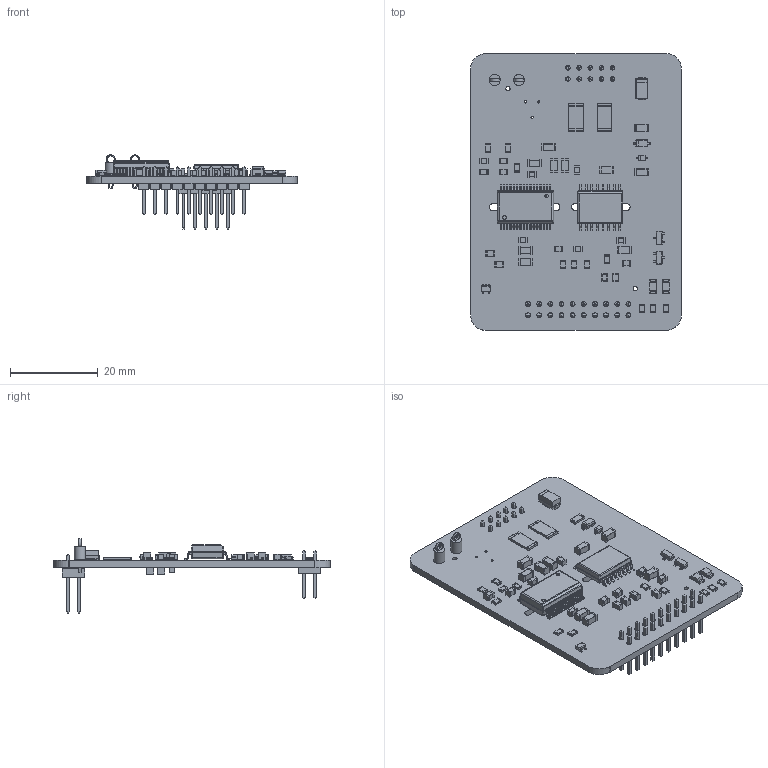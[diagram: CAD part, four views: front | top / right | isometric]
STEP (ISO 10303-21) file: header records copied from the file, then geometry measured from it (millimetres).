
FILE_DESCRIPTION(('KiCad electronic assembly'),'2;1');
FILE_NAME('IGBT_Gate_Driver_Ti-UCC21750DWR.step','2025-01-07T11:05:49',( 'Pcbnew'),('Kicad'),'Open CASCADE STEP processor 7.8', 'KiCad to STEP converter','Unknown');
FILE_SCHEMA(('AUTOMOTIVE_DESIGN { 1 0 10303 214 1 1 1 1 }'));
Length unit declared in the file: millimetre
Products named in the file (34): IGBT_Gate_Driver_Ti-UCC21750DWR 1; SOT-23; SOT_23; R_0805_2012Metric; UCC14341QDWNQ1 DWN0036A; DWN0036A_ASM; C_1206_3216Metric; LED_1206_3216Metric; C_0805_2012Metric; R_2512_6332Metric; UCC21750DW DW0016B; DW0016B_ASM; D_SOD-323; D_SOD_323; Keystone 5000; 5001; HTSW-110-07-L-D; ASSEMBLY; R_1206_3216Metric; TSW-105-07-L-D; TSW-105-14-T-D; D_SMA; D_SOD-123; D_SOD_123; 74LVC1G14GW_125; 74AUP1G125GW-Q100H; IGBT_Gate_Driver_Ti-UCC21750DWR_PCB
Assembly tree (71 placements, depth 3):
  IGBT_Gate_Driver_Ti-UCC21750DWR 1
    SOT-23  x2
      SOT_23
    R_0805_2012Metric  x12
      R_0805_2012Metric
    UCC14341QDWNQ1 DWN0036A
      DWN0036A_ASM
    C_1206_3216Metric  x11
      C_1206_3216Metric
    LED_1206_3216Metric  x2
      LED_1206_3216Metric
    C_0805_2012Metric  x14
      C_0805_2012Metric
    R_2512_6332Metric  x2
      R_2512_6332Metric
    UCC21750DW DW0016B
      DW0016B_ASM
    D_SOD-323
      D_SOD_323
    Keystone 5000  x2
      5001
    HTSW-110-07-L-D
      ASSEMBLY
    R_1206_3216Metric
      R_1206_3216Metric
    TSW-105-07-L-D
      TSW-105-14-T-D
    D_SMA
      D_SMA
    D_SOD-123
      D_SOD_123
    74LVC1G14GW_125
      74AUP1G125GW-Q100H
    IGBT_Gate_Driver_Ti-UCC21750DWR_PCB
Bounding box: 48 x 63 x 16.96 mm (x, y, z)
Volume: 6032 mm3; surface area: 9829.1 mm2
Topology: 134 solids, 134 shells, 3365 faces, 8321 edges, 5298 vertices
Faces by surface type: plane 2412, cylinder 817, bspline 116, sphere 20
Full cylindrical faces by diameter (mm): 0.5 x3, 1 x2, 1.02 x12, 1.1 x20, 2.54 x2
Entity records: 69644 total; most frequent: CARTESIAN_POINT 12153, ORIENTED_EDGE 10970, DIRECTION 10616, EDGE_CURVE 5485, LINE 4494, VECTOR 4494, VERTEX_POINT 3440, AXIS2_PLACEMENT_3D 3061
